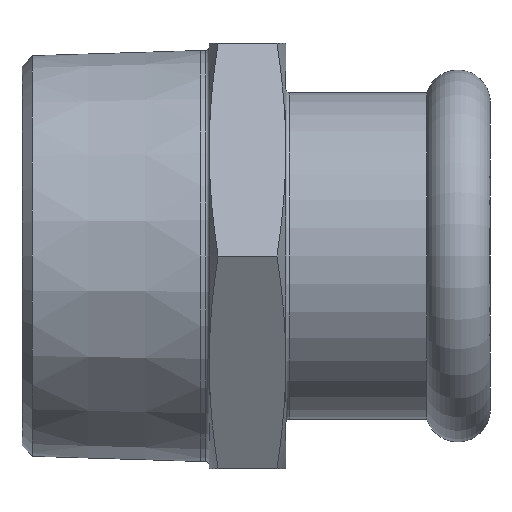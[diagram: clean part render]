
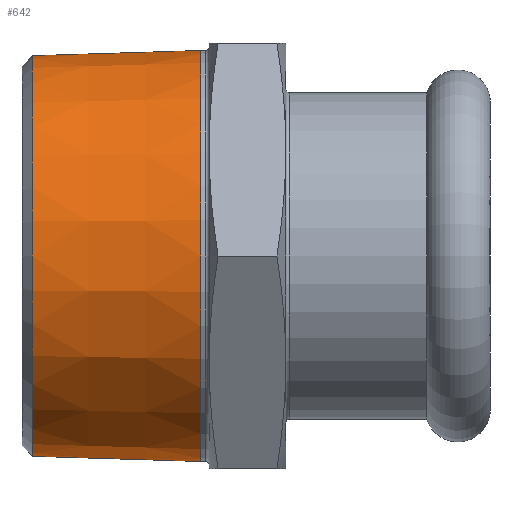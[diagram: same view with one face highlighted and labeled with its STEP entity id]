
A CAD part, left-side view. The second image highlights one B-rep face of the part: STEP entity #642.
In plain terms, the highlighted conical face has half-angle 1.78 degrees and reference radius 23.824 mm.
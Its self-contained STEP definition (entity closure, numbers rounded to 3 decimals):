
#56=CONICAL_SURFACE('',#730,23.824,0.031);
#76=LINE('',#1084,#94);
#94=VECTOR('',#877,23.824);
#123=FACE_OUTER_BOUND('',#166,.T.);
#166=EDGE_LOOP('',(#473,#474,#475,#476,#477,#478));
#224=CIRCLE('',#728,23.535);
#225=CIRCLE('',#729,23.535);
#226=CIRCLE('',#731,24.15);
#227=CIRCLE('',#732,24.15);
#281=VERTEX_POINT('',#1077);
#282=VERTEX_POINT('',#1079);
#283=VERTEX_POINT('',#1083);
#284=VERTEX_POINT('',#1085);
#353=EDGE_CURVE('',#281,#282,#224,.T.);
#354=EDGE_CURVE('',#282,#281,#225,.T.);
#355=EDGE_CURVE('',#282,#283,#76,.T.);
#356=EDGE_CURVE('',#283,#284,#226,.T.);
#357=EDGE_CURVE('',#284,#283,#227,.T.);
#473=ORIENTED_EDGE('',*,*,#353,.F.);
#474=ORIENTED_EDGE('',*,*,#354,.F.);
#475=ORIENTED_EDGE('',*,*,#355,.T.);
#476=ORIENTED_EDGE('',*,*,#356,.T.);
#477=ORIENTED_EDGE('',*,*,#357,.T.);
#478=ORIENTED_EDGE('',*,*,#355,.F.);
#642=ADVANCED_FACE('',(#123),#56,.T.);
#728=AXIS2_PLACEMENT_3D('',#1080,#871,#872);
#729=AXIS2_PLACEMENT_3D('',#1081,#873,#874);
#730=AXIS2_PLACEMENT_3D('',#1082,#875,#876);
#731=AXIS2_PLACEMENT_3D('',#1086,#878,#879);
#732=AXIS2_PLACEMENT_3D('',#1087,#880,#881);
#871=DIRECTION('center_axis',(0.,1.,0.));
#872=DIRECTION('ref_axis',(0.,0.,-1.));
#873=DIRECTION('center_axis',(0.,1.,0.));
#874=DIRECTION('ref_axis',(0.,0.,-1.));
#875=DIRECTION('center_axis',(0.,-1.,0.));
#876=DIRECTION('ref_axis',(0.,0.,1.));
#877=DIRECTION('',(0.,-1.,-0.031));
#878=DIRECTION('center_axis',(0.,1.,0.));
#879=DIRECTION('ref_axis',(0.,0.,1.));
#880=DIRECTION('center_axis',(0.,1.,0.));
#881=DIRECTION('ref_axis',(0.,0.,1.));
#1077=CARTESIAN_POINT('',(0.,53.801,23.535));
#1079=CARTESIAN_POINT('',(0.,53.801,-23.535));
#1080=CARTESIAN_POINT('Origin',(0.,53.801,0.));
#1081=CARTESIAN_POINT('Origin',(0.,53.801,0.));
#1082=CARTESIAN_POINT('Origin',(0.,44.5,0.));
#1083=CARTESIAN_POINT('',(0.,34.,-24.15));
#1084=CARTESIAN_POINT('',(0.,44.5,-23.824));
#1085=CARTESIAN_POINT('',(0.,34.,24.15));
#1086=CARTESIAN_POINT('Origin',(0.,34.,0.));
#1087=CARTESIAN_POINT('Origin',(0.,34.,0.));
